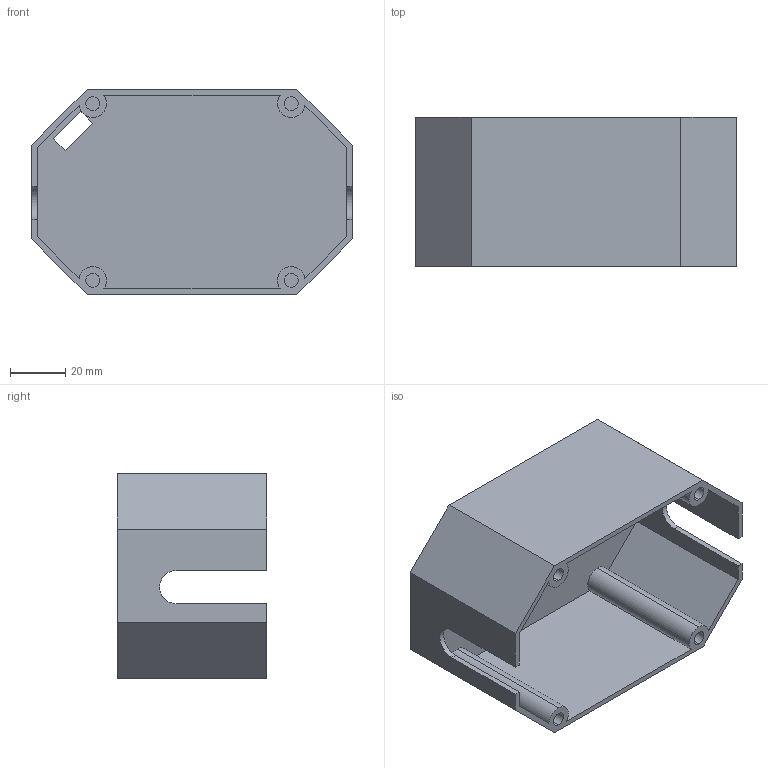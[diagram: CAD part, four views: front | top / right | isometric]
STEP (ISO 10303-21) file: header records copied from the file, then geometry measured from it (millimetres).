
FILE_DESCRIPTION (( 'STEP AP214' ), '1' );
FILE_NAME ('BackCoverBox.STEP', '2021-04-12T01:21:05', ( '' ), ( '' ), 'SwSTEP 2.0', 'SolidWorks 2020', '' );
FILE_SCHEMA (( 'AUTOMOTIVE_DESIGN' ));
Length unit declared in the file: millimetre
Products named in the file (1): BackCoverBox
Bounding box: 116 x 54 x 74 mm (x, y, z)
Volume: 59126.2 mm3; surface area: 51146.4 mm2
Topology: 1 solids, 1 shells, 48 faces, 126 edges, 84 vertices
Faces by surface type: plane 32, cylinder 16
Entity records: 1520 total; most frequent: CARTESIAN_POINT 259, DIRECTION 256, ORIENTED_EDGE 252, EDGE_CURVE 126, LINE 94, VECTOR 94, VERTEX_POINT 84, AXIS2_PLACEMENT_3D 81
